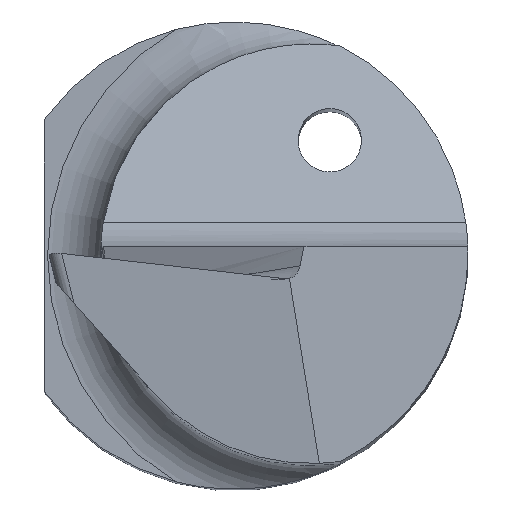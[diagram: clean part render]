
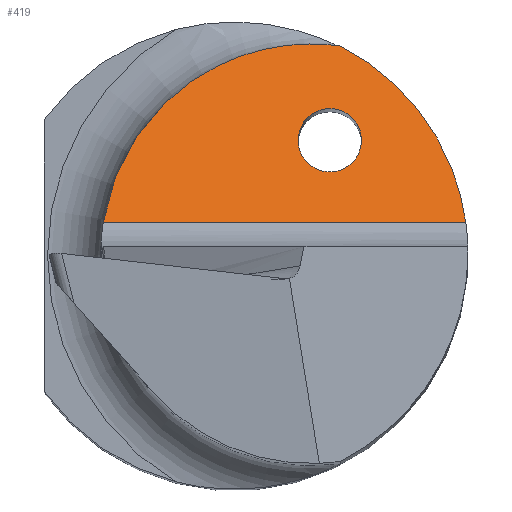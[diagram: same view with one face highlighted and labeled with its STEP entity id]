
A CAD part, top view. The second image highlights one B-rep face of the part: STEP entity #419.
In plain terms, the highlighted planar face has unit normal (0, 0.766, 0.643).
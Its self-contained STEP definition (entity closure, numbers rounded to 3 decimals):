
#49 = DIRECTION ( 'NONE',  ( 1., 0., 0. ) ) ;
#64 = AXIS2_PLACEMENT_3D ( 'NONE', #326, #408, #260 ) ;
#97 =( BOUNDED_CURVE ( )  B_SPLINE_CURVE ( 3, ( #117, #447, #439, #105 ),
 .UNSPECIFIED., .F., .F. ) 
 B_SPLINE_CURVE_WITH_KNOTS ( ( 4, 4 ),
 ( 0.471, 1.435 ),
 .UNSPECIFIED. ) 
 CURVE ( )  GEOMETRIC_REPRESENTATION_ITEM ( )  RATIONAL_B_SPLINE_CURVE ( ( 1., 0.924, 0.924, 1. ) ) 
 REPRESENTATION_ITEM ( '' )  );
#105 = CARTESIAN_POINT ( 'NONE',  ( 3.468, 0.474, 29.589 ) ) ;
#117 = CARTESIAN_POINT ( 'NONE',  ( 1.587, 3.12, 26.436 ) ) ;
#118 = VERTEX_POINT ( 'NONE', #842 ) ;
#127 = CARTESIAN_POINT ( 'NONE',  ( 0.48, 2.179, 27.557 ) ) ;
#137 = ORIENTED_EDGE ( 'NONE', *, *, #365, .F. ) ;
#154 =( BOUNDED_CURVE ( )  B_SPLINE_CURVE ( 3, ( #465, #127, #314, #386, #400, #323, #452 ),
 .UNSPECIFIED., .T., .F. ) 
 B_SPLINE_CURVE_WITH_KNOTS ( ( 4, 3, 4 ),
 ( 0., 3.142, 6.283 ),
 .UNSPECIFIED. ) 
 CURVE ( )  GEOMETRIC_REPRESENTATION_ITEM ( )  RATIONAL_B_SPLINE_CURVE ( ( 1., 0.333, 0.333, 1., 0.333, 0.333, 1. ) ) 
 REPRESENTATION_ITEM ( '' )  );
#167 = VECTOR ( 'NONE', #49, 1000. ) ;
#186 = PLANE ( 'NONE',  #64 ) ;
#260 = DIRECTION ( 'NONE',  ( 0., 0.643, -0.766 ) ) ;
#309 = CARTESIAN_POINT ( 'NONE',  ( -1.689, 2.281, 27.435 ) ) ;
#314 = CARTESIAN_POINT ( 'NONE',  ( 0.48, 1.229, 28.689 ) ) ;
#323 = CARTESIAN_POINT ( 'NONE',  ( 2.38, 2.179, 27.557 ) ) ;
#326 = CARTESIAN_POINT ( 'NONE',  ( -3.5, 0.474, 29.589 ) ) ;
#365 = EDGE_CURVE ( 'NONE', #760, #725, #97, .T. ) ;
#386 = CARTESIAN_POINT ( 'NONE',  ( 1.43, 1.229, 28.689 ) ) ;
#388 = FACE_BOUND ( 'NONE', #719, .T. ) ;
#400 = CARTESIAN_POINT ( 'NONE',  ( 2.38, 1.229, 28.689 ) ) ;
#408 = DIRECTION ( 'NONE',  ( 0., -0.766, -0.643 ) ) ;
#419 = ADVANCED_FACE ( 'NONE', ( #388, #517 ), #186, .F. ) ;
#421 =( BOUNDED_CURVE ( )  B_SPLINE_CURVE ( 3, ( #512, #309, #829, #821 ),
 .UNSPECIFIED., .F., .F. ) 
 B_SPLINE_CURVE_WITH_KNOTS ( ( 4, 4 ),
 ( 4.864, 6.422 ),
 .UNSPECIFIED. ) 
 CURVE ( )  GEOMETRIC_REPRESENTATION_ITEM ( )  RATIONAL_B_SPLINE_CURVE ( ( 1., 0.808, 0.808, 1. ) ) 
 REPRESENTATION_ITEM ( '' )  );
#439 = CARTESIAN_POINT ( 'NONE',  ( 3.309, 1.634, 28.206 ) ) ;
#447 = CARTESIAN_POINT ( 'NONE',  ( 2.631, 2.589, 27.069 ) ) ;
#452 = CARTESIAN_POINT ( 'NONE',  ( 1.43, 2.179, 27.557 ) ) ;
#455 = CARTESIAN_POINT ( 'NONE',  ( 1.587, 3.12, 26.436 ) ) ;
#465 = CARTESIAN_POINT ( 'NONE',  ( 1.43, 2.179, 27.557 ) ) ;
#496 = CARTESIAN_POINT ( 'NONE',  ( 3.468, 0.474, 29.589 ) ) ;
#506 = ORIENTED_EDGE ( 'NONE', *, *, #612, .T. ) ;
#512 = CARTESIAN_POINT ( 'NONE',  ( -1.964, 0.474, 29.589 ) ) ;
#517 = FACE_OUTER_BOUND ( 'NONE', #660, .T. ) ;
#529 = VERTEX_POINT ( 'NONE', #548 ) ;
#548 = CARTESIAN_POINT ( 'NONE',  ( -1.964, 0.474, 29.589 ) ) ;
#568 = CARTESIAN_POINT ( 'NONE',  ( -3.5, 0.474, 29.589 ) ) ;
#572 = LINE ( 'NONE', #568, #167 ) ;
#612 = EDGE_CURVE ( 'NONE', #529, #725, #572, .T. ) ;
#660 = EDGE_LOOP ( 'NONE', ( #137, #745, #506 ) ) ;
#690 = EDGE_CURVE ( 'NONE', #529, #760, #421, .T. ) ;
#719 = EDGE_LOOP ( 'NONE', ( #806 ) ) ;
#725 = VERTEX_POINT ( 'NONE', #496 ) ;
#745 = ORIENTED_EDGE ( 'NONE', *, *, #690, .F. ) ;
#760 = VERTEX_POINT ( 'NONE', #455 ) ;
#806 = ORIENTED_EDGE ( 'NONE', *, *, #817, .F. ) ;
#817 = EDGE_CURVE ( 'NONE', #118, #118, #154, .T. ) ;
#821 = CARTESIAN_POINT ( 'NONE',  ( 1.587, 3.12, 26.436 ) ) ;
#829 = CARTESIAN_POINT ( 'NONE',  ( -0.223, 3.373, 26.134 ) ) ;
#842 = CARTESIAN_POINT ( 'NONE',  ( 1.43, 2.179, 27.557 ) ) ;
